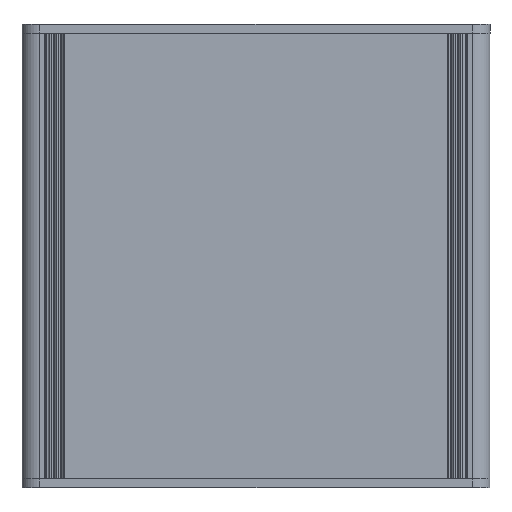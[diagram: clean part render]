
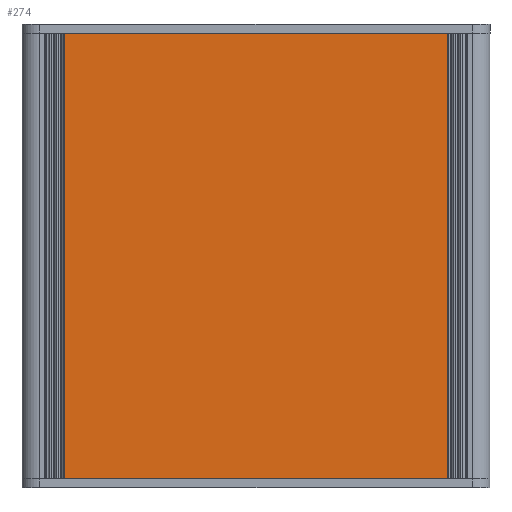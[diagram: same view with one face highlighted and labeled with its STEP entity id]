
A CAD part, front view. The second image highlights one B-rep face of the part: STEP entity #274.
In plain terms, the highlighted planar face has unit normal (0, -1, 0).
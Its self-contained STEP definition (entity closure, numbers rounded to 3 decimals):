
#216=CARTESIAN_POINT('',(95.55,0.,100.0));
#217=VERTEX_POINT('',#216);
#225=CARTESIAN_POINT('',(95.55,0.,0.0));
#226=VERTEX_POINT('',#225);
#227=CARTESIAN_POINT('',(95.55,0.,0.0));
#228=DIRECTION('',(0.0,0.0,1.0));
#229=VECTOR('',#228,100.0);
#230=LINE('',#227,#229);
#231=EDGE_CURVE('',#226,#217,#230,.T.);
#244=CARTESIAN_POINT('',(95.55,0.,0.0));
#245=DIRECTION('',(0.0,-1.0,0.0));
#246=DIRECTION('',(0.0,0.0,-1.0));
#247=AXIS2_PLACEMENT_3D('',#244,#245,#246);
#248=PLANE('',#247);
#249=CARTESIAN_POINT('',(9.45,0.,100.0));
#250=VERTEX_POINT('',#249);
#251=CARTESIAN_POINT('',(95.55,0.,100.0));
#252=DIRECTION('',(-1.0,0.0,0.0));
#253=VECTOR('',#252,86.1);
#254=LINE('',#251,#253);
#255=EDGE_CURVE('',#217,#250,#254,.T.);
#256=ORIENTED_EDGE('',*,*,#255,.T.);
#257=CARTESIAN_POINT('',(9.45,0.,0.0));
#258=VERTEX_POINT('',#257);
#259=CARTESIAN_POINT('',(9.45,0.,0.0));
#260=DIRECTION('',(0.0,0.0,1.0));
#261=VECTOR('',#260,100.0);
#262=LINE('',#259,#261);
#263=EDGE_CURVE('',#258,#250,#262,.T.);
#264=ORIENTED_EDGE('',*,*,#263,.F.);
#265=CARTESIAN_POINT('',(9.45,0.,0.0));
#266=DIRECTION('',(1.0,0.0,0.0));
#267=VECTOR('',#266,86.1);
#268=LINE('',#265,#267);
#269=EDGE_CURVE('',#258,#226,#268,.T.);
#270=ORIENTED_EDGE('',*,*,#269,.T.);
#271=ORIENTED_EDGE('',*,*,#231,.T.);
#272=EDGE_LOOP('',(#256,#264,#270,#271));
#273=FACE_OUTER_BOUND('',#272,.T.);
#274=ADVANCED_FACE('',(#273),#248,.T.);
